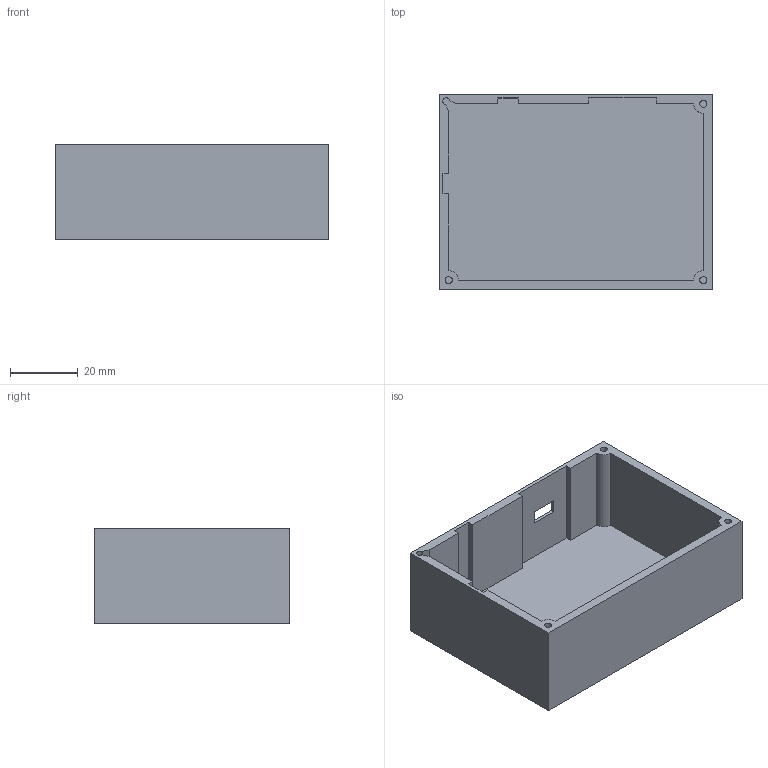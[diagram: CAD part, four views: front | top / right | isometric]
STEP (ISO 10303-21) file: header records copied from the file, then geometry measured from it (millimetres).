
FILE_DESCRIPTION(/* description */ (''),/* implementation_level */ '2;1');
FILE_NAME(/* name */ 'macronoxybase v2 v1.step',/* time_stamp */ '2023-05-12T09:05:15-07:00',/* author */ (''),/* organization */ (''),/* preprocessor_version */ 'ST-DEVELOPER v19.2',/* originating_system */ 'Autodesk Translation Framework v12.4.0.73',/* authorisation */ '');
FILE_SCHEMA (('AUTOMOTIVE_DESIGN { 1 0 10303 214 3 1 1 }'));
Length unit declared in the file: millimetre
Products named in the file (1): macronoxybase v2
Bounding box: 80.66 x 57.66 x 28 mm (x, y, z)
Volume: 27422.2 mm3; surface area: 24412.7 mm2
Topology: 1 solids, 1 shells, 39 faces, 99 edges, 66 vertices
Faces by surface type: plane 32, cylinder 7
Full cylindrical faces by diameter (mm): 2.1 x3
Entity records: 1204 total; most frequent: CARTESIAN_POINT 205, ORIENTED_EDGE 198, DIRECTION 193, EDGE_CURVE 99, LINE 85, VECTOR 85, VERTEX_POINT 66, AXIS2_PLACEMENT_3D 54
